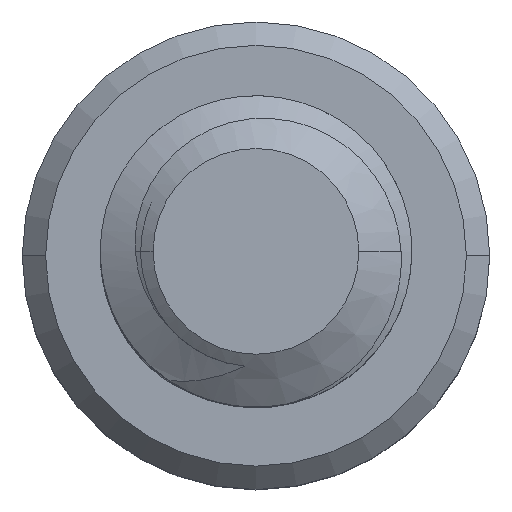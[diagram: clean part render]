
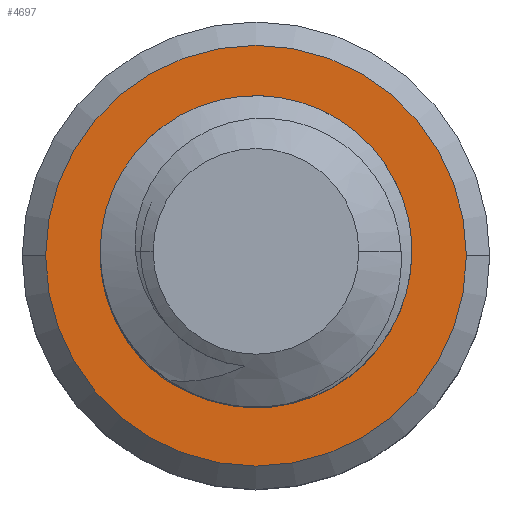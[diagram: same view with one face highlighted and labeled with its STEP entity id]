
A CAD part, top view. The second image highlights one B-rep face of the part: STEP entity #4697.
In plain terms, the highlighted planar face has unit normal (0, 0, 1).
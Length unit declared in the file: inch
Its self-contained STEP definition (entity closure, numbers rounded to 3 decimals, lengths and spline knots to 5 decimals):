
#137 = DIRECTION ( 'NONE',  ( 0., 0., 1. ) ) ;
#526 = CARTESIAN_POINT ( 'NONE',  ( -0.08252, 0., -2. ) ) ;
#597 = FACE_OUTER_BOUND ( 'NONE', #6251, .T. ) ;
#992 = AXIS2_PLACEMENT_3D ( 'NONE', #2261, #5896, #2785 ) ;
#1069 = CARTESIAN_POINT ( 'NONE',  ( 0., 0., -2. ) ) ;
#1511 = VERTEX_POINT ( 'NONE', #2687 ) ;
#1543 = EDGE_CURVE ( 'NONE', #3762, #6020, #6047, .T. ) ;
#1551 = EDGE_CURVE ( 'NONE', #4790, #1511, #1899, .T. ) ;
#1595 = DIRECTION ( 'NONE',  ( 0., 0., -1. ) ) ;
#1697 = ORIENTED_EDGE ( 'NONE', *, *, #4944, .F. ) ;
#1736 = CARTESIAN_POINT ( 'NONE',  ( -0.16875, 0., -2. ) ) ;
#1899 = CIRCLE ( 'NONE', #5681, 0.08252 ) ;
#1925 = DIRECTION ( 'NONE',  ( 0., 0., 1. ) ) ;
#2129 = CARTESIAN_POINT ( 'NONE',  ( 0.16875, 0., -2. ) ) ;
#2167 = ORIENTED_EDGE ( 'NONE', *, *, #3075, .T. ) ;
#2213 = CARTESIAN_POINT ( 'NONE',  ( 0., 0., -2. ) ) ;
#2261 = CARTESIAN_POINT ( 'NONE',  ( 0., 0., -2. ) ) ;
#2489 = FACE_BOUND ( 'NONE', #5266, .T. ) ;
#2687 = CARTESIAN_POINT ( 'NONE',  ( 0.08252, 0., -2. ) ) ;
#2735 = DIRECTION ( 'NONE',  ( 1., 0., 0. ) ) ;
#2785 = DIRECTION ( 'NONE',  ( -1., 0., 0. ) ) ;
#3075 = EDGE_CURVE ( 'NONE', #6020, #3762, #6690, .T. ) ;
#3241 = CARTESIAN_POINT ( 'NONE',  ( 0., 0., -2. ) ) ;
#3762 = VERTEX_POINT ( 'NONE', #1736 ) ;
#3780 = DIRECTION ( 'NONE',  ( -1., 0., 0. ) ) ;
#4697 = ADVANCED_FACE ( 'NONE', ( #597, #2489 ), #4729, .F. ) ;
#4729 = PLANE ( 'NONE',  #6390 ) ;
#4790 = VERTEX_POINT ( 'NONE', #526 ) ;
#4944 = EDGE_CURVE ( 'NONE', #1511, #4790, #5739, .T. ) ;
#5051 = CARTESIAN_POINT ( 'NONE',  ( 0., 0., -2. ) ) ;
#5203 = AXIS2_PLACEMENT_3D ( 'NONE', #3241, #137, #3780 ) ;
#5241 = DIRECTION ( 'NONE',  ( -1., 0., 0. ) ) ;
#5266 = EDGE_LOOP ( 'NONE', ( #6343, #1697 ) ) ;
#5564 = DIRECTION ( 'NONE',  ( 1., 0., 0. ) ) ;
#5681 = AXIS2_PLACEMENT_3D ( 'NONE', #2213, #5849, #2735 ) ;
#5739 = CIRCLE ( 'NONE', #6487, 0.08252 ) ;
#5849 = DIRECTION ( 'NONE',  ( 0., 0., 1. ) ) ;
#5896 = DIRECTION ( 'NONE',  ( 0., 0., 1. ) ) ;
#6020 = VERTEX_POINT ( 'NONE', #2129 ) ;
#6047 = CIRCLE ( 'NONE', #5203, 0.16875 ) ;
#6251 = EDGE_LOOP ( 'NONE', ( #6513, #2167 ) ) ;
#6343 = ORIENTED_EDGE ( 'NONE', *, *, #1551, .F. ) ;
#6390 = AXIS2_PLACEMENT_3D ( 'NONE', #1069, #1595, #5241 ) ;
#6487 = AXIS2_PLACEMENT_3D ( 'NONE', #5051, #1925, #5564 ) ;
#6513 = ORIENTED_EDGE ( 'NONE', *, *, #1543, .T. ) ;
#6690 = CIRCLE ( 'NONE', #992, 0.16875 ) ;
